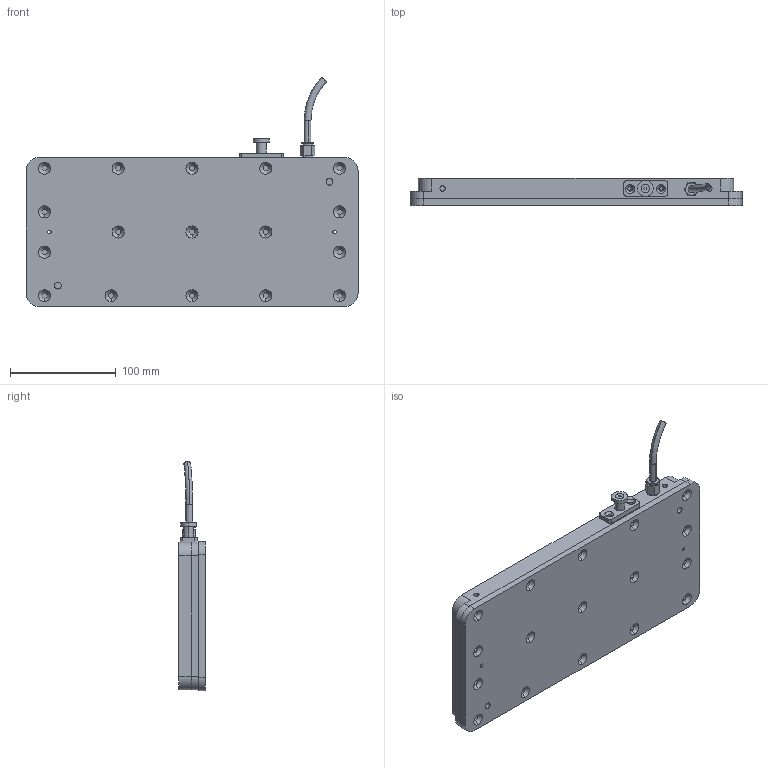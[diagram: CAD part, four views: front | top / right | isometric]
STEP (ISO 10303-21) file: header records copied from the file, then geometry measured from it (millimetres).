
FILE_DESCRIPTION (( 'STEP AP203' ), '1' );
FILE_NAME ('45375.STEP', '2015-01-16T19:09:46', ( 'tkrafton' ), ( 'Microsoft' ), 'SwSTEP 2.0', 'SolidWorks 2015', '' );
FILE_SCHEMA (( 'CONFIG_CONTROL_DESIGN' ));
Length unit declared in the file: inch
Products named in the file (6): MOCK VACUUM INDICATOR; PUSH LOC CONNECTION; TUBING NYLON; 45375; 453751_453751; 453752_453752
Assembly tree (5 placements, depth 2):
  45375
    453751_453751
    453752_453752
    MOCK VACUUM INDICATOR
    PUSH LOC CONNECTION
    TUBING NYLON
Bounding box: 314.32 x 25.4 x 217.04 mm (x, y, z)
Volume: 1040340.2 mm3; surface area: 229618.1 mm2
Topology: 5 solids, 5 shells, 746 faces, 1963 edges, 1296 vertices
Faces by surface type: cylinder 359, plane 345, cone 38, torus 4
Entity records: 24125 total; most frequent: DIRECTION 4231, CARTESIAN_POINT 4097, ORIENTED_EDGE 3926, EDGE_CURVE 1963, AXIS2_PLACEMENT_3D 1520, VERTEX_POINT 1296, VECTOR 1191, LINE 1191
